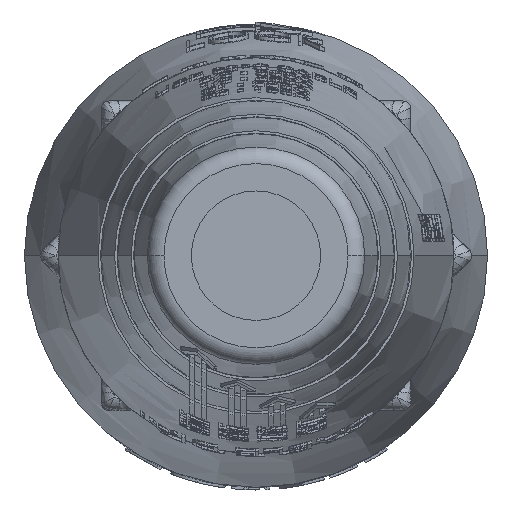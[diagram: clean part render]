
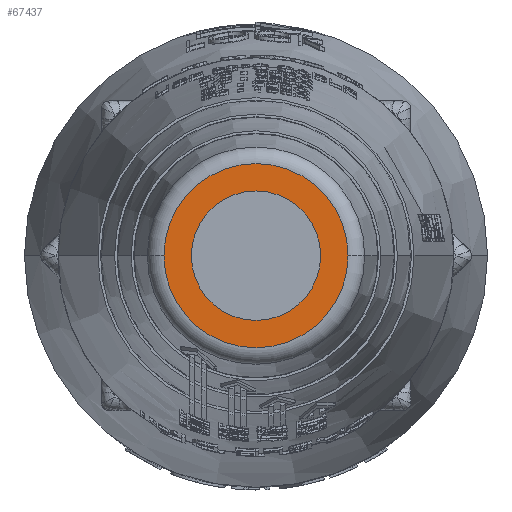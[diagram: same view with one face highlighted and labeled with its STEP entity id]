
A CAD part, left-side view. The second image highlights one B-rep face of the part: STEP entity #67437.
In plain terms, the highlighted planar face has unit normal (-1, 0, 0).
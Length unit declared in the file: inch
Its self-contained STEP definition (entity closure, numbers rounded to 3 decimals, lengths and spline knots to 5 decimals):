
#5243 = DIRECTION ( 'NONE',  ( 0., -1., 0. ) ) ;
#7843 = ORIENTED_EDGE ( 'NONE', *, *, #110904, .T. ) ;
#13216 = EDGE_LOOP ( 'NONE', ( #7843, #82909 ) ) ;
#13887 = VERTEX_POINT ( 'NONE', #48705 ) ;
#15303 = CARTESIAN_POINT ( 'NONE',  ( -4.29, 0.24, 0. ) ) ;
#18890 = DIRECTION ( 'NONE',  ( 0., -1., 0. ) ) ;
#20602 = VERTEX_POINT ( 'NONE', #85621 ) ;
#20853 = CARTESIAN_POINT ( 'NONE',  ( -4.29, 0., 0. ) ) ;
#21333 = AXIS2_PLACEMENT_3D ( 'NONE', #41262, #51872, #122375 ) ;
#32244 = DIRECTION ( 'NONE',  ( 0., -1., 0. ) ) ;
#37452 = EDGE_LOOP ( 'NONE', ( #75496, #111836 ) ) ;
#41262 = CARTESIAN_POINT ( 'NONE',  ( -4.29, 0., 0. ) ) ;
#42222 = DIRECTION ( 'NONE',  ( -1., 0., 0. ) ) ;
#45085 = DIRECTION ( 'NONE',  ( 0., -1., 0. ) ) ;
#48705 = CARTESIAN_POINT ( 'NONE',  ( -4.29, 0.34149, 0. ) ) ;
#51872 = DIRECTION ( 'NONE',  ( -1., 0., 0. ) ) ;
#54390 = FACE_OUTER_BOUND ( 'NONE', #13216, .T. ) ;
#55701 = DIRECTION ( 'NONE',  ( -1., 0., 0. ) ) ;
#57074 = VERTEX_POINT ( 'NONE', #15303 ) ;
#57107 = CIRCLE ( 'NONE', #61416, 0.34149 ) ;
#61414 = DIRECTION ( 'NONE',  ( -1., 0., 0. ) ) ;
#61416 = AXIS2_PLACEMENT_3D ( 'NONE', #101394, #42222, #32244 ) ;
#61690 = CIRCLE ( 'NONE', #21333, 0.24 ) ;
#64288 = CIRCLE ( 'NONE', #68422, 0.34149 ) ;
#65034 = FACE_BOUND ( 'NONE', #37452, .T. ) ;
#67437 = ADVANCED_FACE ( 'NONE', ( #54390, #65034 ), #114248, .T. ) ;
#68422 = AXIS2_PLACEMENT_3D ( 'NONE', #20853, #61414, #18890 ) ;
#74953 = CARTESIAN_POINT ( 'NONE',  ( -4.29, 0.39634, 0. ) ) ;
#75496 = ORIENTED_EDGE ( 'NONE', *, *, #118337, .F. ) ;
#76998 = DIRECTION ( 'NONE',  ( -1., 0., 0. ) ) ;
#79109 = VERTEX_POINT ( 'NONE', #120491 ) ;
#82909 = ORIENTED_EDGE ( 'NONE', *, *, #96276, .T. ) ;
#85621 = CARTESIAN_POINT ( 'NONE',  ( -4.29, -0.34149, 0. ) ) ;
#91269 = CIRCLE ( 'NONE', #112569, 0.24 ) ;
#96276 = EDGE_CURVE ( 'NONE', #13887, #20602, #64288, .T. ) ;
#96333 = CARTESIAN_POINT ( 'NONE',  ( -4.29, 0., 0. ) ) ;
#101394 = CARTESIAN_POINT ( 'NONE',  ( -4.29, 0., 0. ) ) ;
#110904 = EDGE_CURVE ( 'NONE', #20602, #13887, #57107, .T. ) ;
#111836 = ORIENTED_EDGE ( 'NONE', *, *, #112286, .F. ) ;
#112286 = EDGE_CURVE ( 'NONE', #57074, #79109, #91269, .T. ) ;
#112569 = AXIS2_PLACEMENT_3D ( 'NONE', #96333, #76998, #5243 ) ;
#114248 = PLANE ( 'NONE',  #125689 ) ;
#118337 = EDGE_CURVE ( 'NONE', #79109, #57074, #61690, .T. ) ;
#120491 = CARTESIAN_POINT ( 'NONE',  ( -4.29, -0.24, 0. ) ) ;
#122375 = DIRECTION ( 'NONE',  ( 0., -1., 0. ) ) ;
#125689 = AXIS2_PLACEMENT_3D ( 'NONE', #74953, #55701, #45085 ) ;
